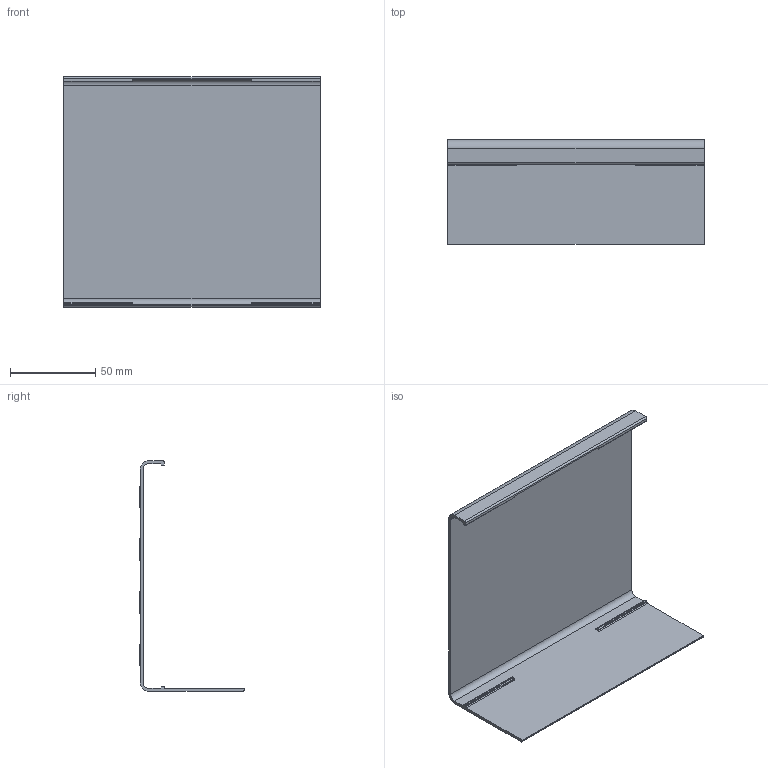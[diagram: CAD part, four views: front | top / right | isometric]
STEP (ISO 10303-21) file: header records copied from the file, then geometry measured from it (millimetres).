
FILE_DESCRIPTION(/* description */ (''),/* implementation_level */ '2;1');
FILE_NAME(/* name */ '',/* time_stamp */ '2025-10-30T16:53:52+09:00',/* author */ ('7890'),/* organization */ (''),/* preprocessor_version */ 'ST-DEVELOPER v20.1',/* originating_system */ 'Autodesk Inventor 2026',/* authorisation */ '');
FILE_SCHEMA (('AUTOMOTIVE_DESIGN { 1 0 10303 214 3 1 1 }'));
Length unit declared in the file: millimetre
Products named in the file (1): PD4L06-200A 커버
Bounding box: 150 x 61.2 x 135 mm (x, y, z)
Volume: 52250.9 mm3; surface area: 62658.8 mm2
Topology: 1 solids, 1 shells, 520 faces, 1392 edges, 928 vertices
Faces by surface type: plane 326, bspline 174, cylinder 20
Entity records: 17003 total; most frequent: CARTESIAN_POINT 5103, ORIENTED_EDGE 2784, DIRECTION 1778, EDGE_CURVE 1392, LINE 1004, VECTOR 1004, VERTEX_POINT 928, EDGE_LOOP 574
